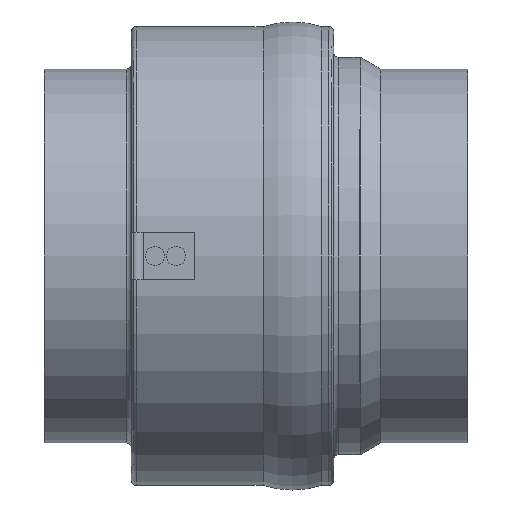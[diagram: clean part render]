
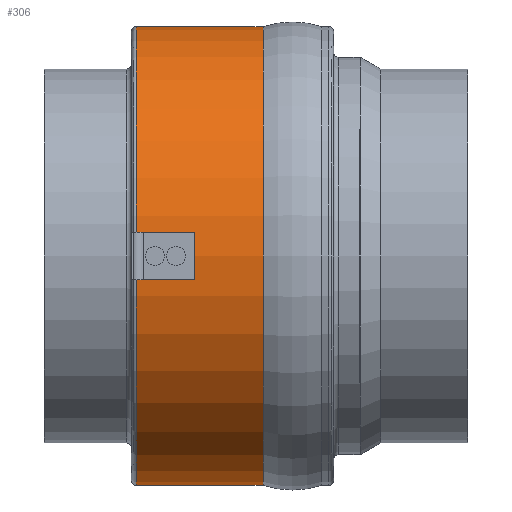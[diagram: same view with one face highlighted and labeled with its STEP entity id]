
A CAD part, left-side view. The second image highlights one B-rep face of the part: STEP entity #306.
In plain terms, the highlighted cylindrical face has radius 97.5 mm (diameter 195 mm), a partial arc.
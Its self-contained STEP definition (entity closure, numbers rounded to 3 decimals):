
#103 = EDGE_CURVE ( 'NONE', #121, #693, #921, .T. ) ;
#106 = EDGE_CURVE ( 'NONE', #124, #694, #917, .T. ) ;
#121 = VERTEX_POINT ( 'NONE', #942 ) ;
#124 = VERTEX_POINT ( 'NONE', #936 ) ;
#298 = EDGE_LOOP ( 'NONE', ( #302, #299, #2048, #2047 ) ) ;
#299 = ORIENTED_EDGE ( 'NONE', *, *, #301, .T. ) ;
#301 = EDGE_CURVE ( 'NONE', #121, #124, #1312, .T. ) ;
#302 = ORIENTED_EDGE ( 'NONE', *, *, #103, .F. ) ;
#306 = ADVANCED_FACE ( 'NONE', ( #1307 ), #1306, .T. ) ;
#693 = VERTEX_POINT ( 'NONE', #1937 ) ;
#694 = VERTEX_POINT ( 'NONE', #1936 ) ;
#914 = DIRECTION ( 'NONE',  ( 0., 1., 0. ) ) ;
#915 = VECTOR ( 'NONE', #914, 1000. ) ;
#916 = CARTESIAN_POINT ( 'NONE',  ( 0., 0., 97.5 ) ) ;
#917 = LINE ( 'NONE', #916, #915 ) ;
#918 = DIRECTION ( 'NONE',  ( 0., 1., 0. ) ) ;
#919 = VECTOR ( 'NONE', #918, 1000. ) ;
#920 = CARTESIAN_POINT ( 'NONE',  ( 0., 0., -97.5 ) ) ;
#921 = LINE ( 'NONE', #920, #919 ) ;
#936 = CARTESIAN_POINT ( 'NONE',  ( 0., 87., 97.5 ) ) ;
#942 = CARTESIAN_POINT ( 'NONE',  ( 0., 87., -97.5 ) ) ;
#1302 = DIRECTION ( 'NONE',  ( 0., 0., 1. ) ) ;
#1303 = DIRECTION ( 'NONE',  ( 0., 1., 0. ) ) ;
#1304 = CARTESIAN_POINT ( 'NONE',  ( 0., 0., 0. ) ) ;
#1305 = AXIS2_PLACEMENT_3D ( 'NONE', #1304, #1303, #1302 ) ;
#1306 = CYLINDRICAL_SURFACE ( 'NONE', #1305, 97.5 ) ;
#1307 = FACE_OUTER_BOUND ( 'NONE', #298, .T. ) ;
#1308 = DIRECTION ( 'NONE',  ( 0., 0., 1. ) ) ;
#1309 = DIRECTION ( 'NONE',  ( 0., 1., 0. ) ) ;
#1310 = CARTESIAN_POINT ( 'NONE',  ( 0., 87., 0. ) ) ;
#1311 = AXIS2_PLACEMENT_3D ( 'NONE', #1310, #1309, #1308 ) ;
#1312 = CIRCLE ( 'NONE', #1311, 97.5 ) ;
#1936 = CARTESIAN_POINT ( 'NONE',  ( 0., 141., 97.5 ) ) ;
#1937 = CARTESIAN_POINT ( 'NONE',  ( 0., 141., -97.5 ) ) ;
#2014 = DIRECTION ( 'NONE',  ( 0., 0., 1. ) ) ;
#2015 = DIRECTION ( 'NONE',  ( 0., -1., 0. ) ) ;
#2016 = CARTESIAN_POINT ( 'NONE',  ( 0., 141., 0. ) ) ;
#2017 = AXIS2_PLACEMENT_3D ( 'NONE', #2016, #2015, #2014 ) ;
#2018 = CIRCLE ( 'NONE', #2017, 97.5 ) ;
#2042 = EDGE_CURVE ( 'NONE', #694, #693, #2018, .T. ) ;
#2047 = ORIENTED_EDGE ( 'NONE', *, *, #2042, .T. ) ;
#2048 = ORIENTED_EDGE ( 'NONE', *, *, #106, .T. ) ;
